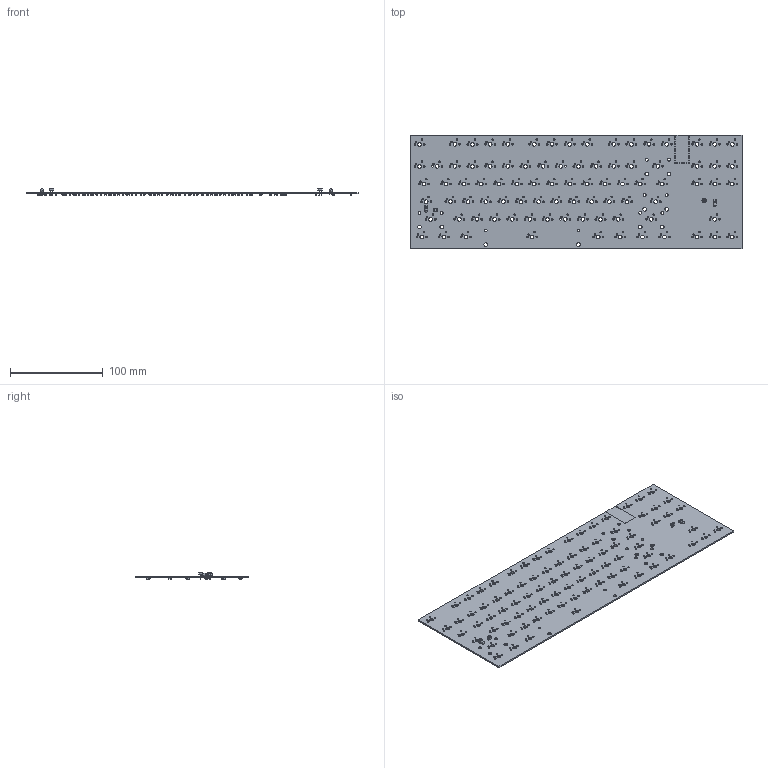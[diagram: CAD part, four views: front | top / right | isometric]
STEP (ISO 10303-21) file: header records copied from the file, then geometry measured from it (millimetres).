
FILE_DESCRIPTION(('KiCad electronic assembly'),'2;1');
FILE_NAME('PCB V1.step','2023-07-12T21:07:41',('Pcbnew'),('Kicad'), 'Open CASCADE STEP processor 7.6','KiCad to STEP converter','Unknown' );
FILE_SCHEMA(('AUTOMOTIVE_DESIGN { 1 0 10303 214 1 1 1 1 }'));
Length unit declared in the file: millimetre
Products named in the file (8): PCB V1 1; R_LDR_4.9x4.2mm_P2.54mm_Vertical; COMPOUND; LED_D3.0mm_Horizontal_O1.27mm_Z2.0mm; SOLID; D_SOD-123; PCB V1 PCB
Assembly tree (95 placements, depth 3):
  PCB V1 1
    R_LDR_4.9x4.2mm_P2.54mm_Vertical  x2
      COMPOUND
    LED_D3.0mm_Horizontal_O1.27mm_Z2.0mm  x2
      SOLID
    D_SOD-123  x87
      SOLID
    PCB V1 PCB
Bounding box: 358.27 x 123 x 7 mm (x, y, z)
Volume: 66891.6 mm3; surface area: 92707.1 mm2
Topology: 92 solids, 94 shells, 6511 faces, 15528 edges, 9296 vertices
Faces by surface type: plane 3039, bspline 2262, cylinder 1208, sphere 2
Full cylindrical faces by diameter (mm): 0.5 x8, 0.8 x4, 0.83 x29, 0.9 x4, 1.5 x174, 1.75 x174, 3 x2, 3.048 x10, 3.988 x10, 4 x87
Entity records: 53468 total; most frequent: CARTESIAN_POINT 14017, DIRECTION 7029, ORIENTED_EDGE 3766, PCURVE 3766, DEFINITIONAL_REPRESENTATION 3766, LINE 3499, VECTOR 3499, EDGE_CURVE 1883
